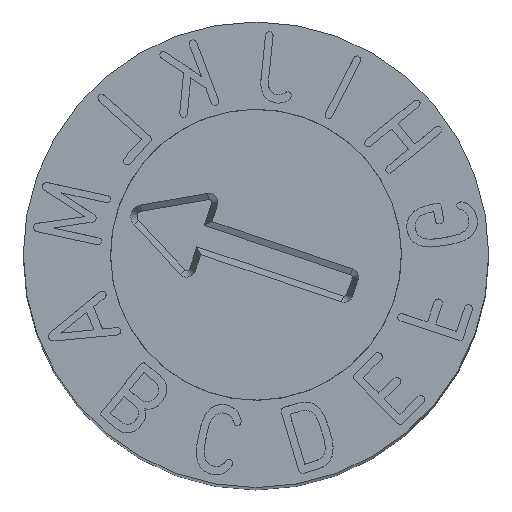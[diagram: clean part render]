
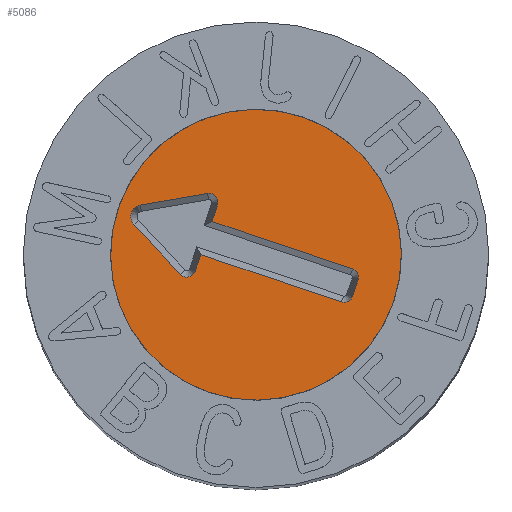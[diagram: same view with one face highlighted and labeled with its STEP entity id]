
A CAD part, top view. The second image highlights one B-rep face of the part: STEP entity #5086.
In plain terms, the highlighted planar face has unit normal (0, 0, 1).
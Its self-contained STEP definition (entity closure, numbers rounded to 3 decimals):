
#63=CIRCLE('',#5271,0.075);
#65=CIRCLE('',#5276,0.076);
#67=CIRCLE('',#5280,0.1);
#69=CIRCLE('',#5284,0.076);
#71=CIRCLE('',#5289,0.075);
#80=CIRCLE('',#5307,1.25);
#102=FACE_BOUND('',#1112,.T.);
#815=FACE_OUTER_BOUND('',#1111,.T.);
#1111=EDGE_LOOP('',(#4689));
#1112=EDGE_LOOP('',(#4690,#4691,#4692,#4693,#4694,#4695,#4696,#4697,#4698,
#4699,#4700,#4701));
#1508=LINE('',#9357,#1930);
#1511=LINE('',#9363,#1933);
#1515=LINE('',#9375,#1937);
#1519=LINE('',#9387,#1941);
#1523=LINE('',#9399,#1945);
#1526=LINE('',#9405,#1948);
#1530=LINE('',#9415,#1952);
#1930=VECTOR('',#5968,10.);
#1933=VECTOR('',#5973,10.);
#1937=VECTOR('',#5985,10.);
#1941=VECTOR('',#5997,10.);
#1945=VECTOR('',#6009,10.);
#1948=VECTOR('',#6014,10.);
#1952=VECTOR('',#6026,10.);
#2425=VERTEX_POINT('',#9348);
#2426=VERTEX_POINT('',#9350);
#2428=VERTEX_POINT('',#9356);
#2430=VERTEX_POINT('',#9362);
#2432=VERTEX_POINT('',#9368);
#2434=VERTEX_POINT('',#9374);
#2436=VERTEX_POINT('',#9380);
#2438=VERTEX_POINT('',#9386);
#2440=VERTEX_POINT('',#9392);
#2442=VERTEX_POINT('',#9398);
#2444=VERTEX_POINT('',#9404);
#2446=VERTEX_POINT('',#9410);
#2454=VERTEX_POINT('',#9442);
#3157=EDGE_CURVE('',#2426,#2425,#63,.T.);
#3160=EDGE_CURVE('',#2428,#2426,#1508,.T.);
#3163=EDGE_CURVE('',#2430,#2428,#1511,.T.);
#3166=EDGE_CURVE('',#2432,#2430,#65,.T.);
#3169=EDGE_CURVE('',#2434,#2432,#1515,.T.);
#3172=EDGE_CURVE('',#2436,#2434,#67,.T.);
#3175=EDGE_CURVE('',#2438,#2436,#1519,.T.);
#3178=EDGE_CURVE('',#2440,#2438,#69,.T.);
#3181=EDGE_CURVE('',#2442,#2440,#1523,.T.);
#3184=EDGE_CURVE('',#2444,#2442,#1526,.T.);
#3187=EDGE_CURVE('',#2446,#2444,#71,.T.);
#3190=EDGE_CURVE('',#2425,#2446,#1530,.T.);
#3202=EDGE_CURVE('',#2454,#2454,#80,.T.);
#4689=ORIENTED_EDGE('',*,*,#3202,.F.);
#4690=ORIENTED_EDGE('',*,*,#3157,.T.);
#4691=ORIENTED_EDGE('',*,*,#3190,.T.);
#4692=ORIENTED_EDGE('',*,*,#3187,.T.);
#4693=ORIENTED_EDGE('',*,*,#3184,.T.);
#4694=ORIENTED_EDGE('',*,*,#3181,.T.);
#4695=ORIENTED_EDGE('',*,*,#3178,.T.);
#4696=ORIENTED_EDGE('',*,*,#3175,.T.);
#4697=ORIENTED_EDGE('',*,*,#3172,.T.);
#4698=ORIENTED_EDGE('',*,*,#3169,.T.);
#4699=ORIENTED_EDGE('',*,*,#3166,.T.);
#4700=ORIENTED_EDGE('',*,*,#3163,.T.);
#4701=ORIENTED_EDGE('',*,*,#3160,.T.);
#4811=PLANE('',#5308);
#5086=ADVANCED_FACE('',(#815,#102),#4811,.F.);
#5271=AXIS2_PLACEMENT_3D('',#9351,#5962,#5963);
#5276=AXIS2_PLACEMENT_3D('',#9369,#5979,#5980);
#5280=AXIS2_PLACEMENT_3D('',#9381,#5991,#5992);
#5284=AXIS2_PLACEMENT_3D('',#9393,#6003,#6004);
#5289=AXIS2_PLACEMENT_3D('',#9411,#6020,#6021);
#5307=AXIS2_PLACEMENT_3D('',#9443,#6062,#6063);
#5308=AXIS2_PLACEMENT_3D('',#9445,#6065,#6066);
#5962=DIRECTION('center_axis',(0.,0.,-1.));
#5963=DIRECTION('ref_axis',(0.,-1.,0.));
#5968=DIRECTION('',(0.,1.,0.));
#5973=DIRECTION('',(1.,0.,0.));
#5979=DIRECTION('center_axis',(0.,0.,-1.));
#5980=DIRECTION('ref_axis',(0.,-1.,0.));
#5985=DIRECTION('',(-0.476,0.88,0.));
#5991=DIRECTION('center_axis',(0.,0.,-1.));
#5992=DIRECTION('ref_axis',(0.88,0.476,0.));
#5997=DIRECTION('',(-0.476,-0.88,0.));
#6003=DIRECTION('center_axis',(0.,0.,-1.));
#6004=DIRECTION('ref_axis',(-0.88,0.476,0.));
#6009=DIRECTION('',(1.,0.,0.));
#6014=DIRECTION('',(0.,-1.,0.));
#6020=DIRECTION('center_axis',(0.,0.,-1.));
#6021=DIRECTION('ref_axis',(-1.,0.,0.));
#6026=DIRECTION('',(1.,0.,0.));
#6062=DIRECTION('center_axis',(0.,0.,-1.));
#6063=DIRECTION('ref_axis',(-1.,0.,0.));
#6065=DIRECTION('center_axis',(0.,0.,-1.));
#6066=DIRECTION('ref_axis',(-1.,0.,0.));
#9348=CARTESIAN_POINT('',(-0.075,0.9,2.3));
#9350=CARTESIAN_POINT('',(-0.15,0.825,2.3));
#9351=CARTESIAN_POINT('Origin',(-0.075,0.825,2.3));
#9356=CARTESIAN_POINT('',(-0.15,-0.45,2.3));
#9357=CARTESIAN_POINT('',(-0.15,0.413,2.3));
#9362=CARTESIAN_POINT('',(-0.3,-0.45,2.3));
#9363=CARTESIAN_POINT('',(-0.075,-0.45,2.3));
#9368=CARTESIAN_POINT('',(-0.367,-0.562,2.3));
#9369=CARTESIAN_POINT('Origin',(-0.3,-0.526,2.3));
#9374=CARTESIAN_POINT('',(-0.088,-1.077,2.3));
#9375=CARTESIAN_POINT('',(-0.443,-0.421,2.3));
#9380=CARTESIAN_POINT('',(0.088,-1.077,2.3));
#9381=CARTESIAN_POINT('Origin',(0.,-1.03,
2.3));
#9386=CARTESIAN_POINT('',(0.367,-0.562,2.3));
#9387=CARTESIAN_POINT('',(0.303,-0.679,2.3));
#9392=CARTESIAN_POINT('',(0.3,-0.45,2.3));
#9393=CARTESIAN_POINT('Origin',(0.3,-0.526,2.3));
#9398=CARTESIAN_POINT('',(0.15,-0.45,2.3));
#9399=CARTESIAN_POINT('',(0.15,-0.45,2.3));
#9404=CARTESIAN_POINT('',(0.15,0.825,2.3));
#9405=CARTESIAN_POINT('',(0.15,-0.225,2.3));
#9410=CARTESIAN_POINT('',(0.075,0.9,2.3));
#9411=CARTESIAN_POINT('Origin',(0.075,0.825,2.3));
#9415=CARTESIAN_POINT('',(0.,0.9,2.3));
#9442=CARTESIAN_POINT('',(1.25,0.,2.3));
#9443=CARTESIAN_POINT('Origin',(0.,0.,2.3));
#9445=CARTESIAN_POINT('Origin',(0.,0.,2.3));
